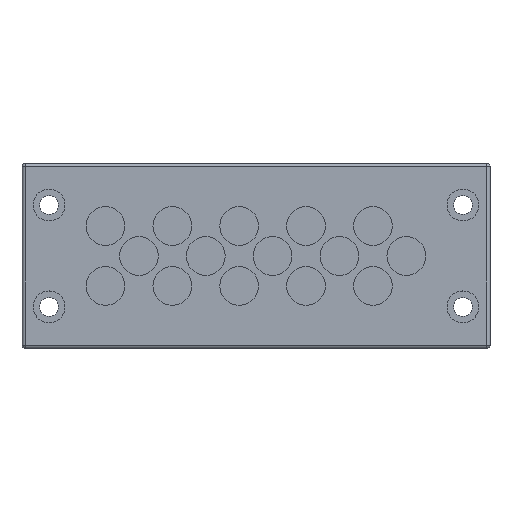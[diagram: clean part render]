
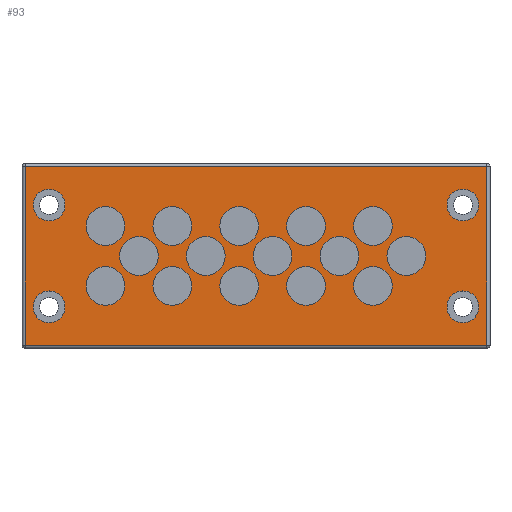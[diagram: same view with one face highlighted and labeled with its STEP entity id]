
A CAD part, top view. The second image highlights one B-rep face of the part: STEP entity #93.
In plain terms, the highlighted planar face has unit normal (0, 0, 1).
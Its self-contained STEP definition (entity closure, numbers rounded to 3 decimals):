
#93=ADVANCED_FACE('',(#668,#670,#672,#674,#676,#678,#680,#682,#684,#686,#688,#690,
#692,#694,#696,#698,#700,#702,#704,#706),#708,.T.);
#668=FACE_BOUND('',#669,.T.);
#669=EDGE_LOOP('',(#1210,#1211,#1212,#1213));
#670=FACE_BOUND('',#671,.T.);
#671=EDGE_LOOP('',(#1214,#1215));
#672=FACE_BOUND('',#673,.T.);
#673=EDGE_LOOP('',(#1216,#1217));
#674=FACE_BOUND('',#675,.T.);
#675=EDGE_LOOP('',(#1218,#1219));
#676=FACE_BOUND('',#677,.T.);
#677=EDGE_LOOP('',(#1220));
#678=FACE_BOUND('',#679,.T.);
#679=EDGE_LOOP('',(#1221));
#680=FACE_BOUND('',#681,.T.);
#681=EDGE_LOOP('',(#1222));
#682=FACE_BOUND('',#683,.T.);
#683=EDGE_LOOP('',(#1223));
#684=FACE_BOUND('',#685,.T.);
#685=EDGE_LOOP('',(#1224));
#686=FACE_BOUND('',#687,.T.);
#687=EDGE_LOOP('',(#1225));
#688=FACE_BOUND('',#689,.T.);
#689=EDGE_LOOP('',(#1226));
#690=FACE_BOUND('',#691,.T.);
#691=EDGE_LOOP('',(#1227));
#692=FACE_BOUND('',#693,.T.);
#693=EDGE_LOOP('',(#1228));
#694=FACE_BOUND('',#695,.T.);
#695=EDGE_LOOP('',(#1229));
#696=FACE_BOUND('',#697,.T.);
#697=EDGE_LOOP('',(#1230));
#698=FACE_BOUND('',#699,.T.);
#699=EDGE_LOOP('',(#1231));
#700=FACE_BOUND('',#701,.T.);
#701=EDGE_LOOP('',(#1232));
#702=FACE_BOUND('',#703,.T.);
#703=EDGE_LOOP('',(#1233));
#704=FACE_BOUND('',#705,.T.);
#705=EDGE_LOOP('',(#1234));
#706=FACE_BOUND('',#707,.T.);
#707=EDGE_LOOP('',(#1235));
#708=PLANE('',#709);
#709=AXIS2_PLACEMENT_3D('',#710,#711,#712);
#710=CARTESIAN_POINT('',(0.,0.,7.));
#711=DIRECTION('',(0.,0.,1.));
#712=DIRECTION('',(-1.,0.,0.));
#1210=ORIENTED_EDGE('',*,*,#1414,.T.);
#1211=ORIENTED_EDGE('',*,*,#1415,.T.);
#1212=ORIENTED_EDGE('',*,*,#1416,.T.);
#1213=ORIENTED_EDGE('',*,*,#1417,.T.);
#1214=ORIENTED_EDGE('',*,*,#1418,.F.);
#1215=ORIENTED_EDGE('',*,*,#1419,.F.);
#1216=ORIENTED_EDGE('',*,*,#1420,.F.);
#1217=ORIENTED_EDGE('',*,*,#1421,.F.);
#1218=ORIENTED_EDGE('',*,*,#1422,.F.);
#1219=ORIENTED_EDGE('',*,*,#1423,.F.);
#1220=ORIENTED_EDGE('',*,*,#1424,.F.);
#1221=ORIENTED_EDGE('',*,*,#1425,.F.);
#1222=ORIENTED_EDGE('',*,*,#1426,.F.);
#1223=ORIENTED_EDGE('',*,*,#1427,.F.);
#1224=ORIENTED_EDGE('',*,*,#1428,.F.);
#1225=ORIENTED_EDGE('',*,*,#1429,.F.);
#1226=ORIENTED_EDGE('',*,*,#1430,.F.);
#1227=ORIENTED_EDGE('',*,*,#1431,.F.);
#1228=ORIENTED_EDGE('',*,*,#1432,.F.);
#1229=ORIENTED_EDGE('',*,*,#1433,.F.);
#1230=ORIENTED_EDGE('',*,*,#1434,.F.);
#1231=ORIENTED_EDGE('',*,*,#1435,.F.);
#1232=ORIENTED_EDGE('',*,*,#1436,.F.);
#1233=ORIENTED_EDGE('',*,*,#1437,.F.);
#1234=ORIENTED_EDGE('',*,*,#1438,.F.);
#1235=ORIENTED_EDGE('',*,*,#1439,.F.);
#1414=EDGE_CURVE('',#1528,#1529,#1530,.T.);
#1415=EDGE_CURVE('',#1529,#1531,#1532,.T.);
#1416=EDGE_CURVE('',#1531,#1533,#1534,.T.);
#1417=EDGE_CURVE('',#1533,#1528,#1535,.T.);
#1418=EDGE_CURVE('',#1536,#1537,#1538,.T.);
#1419=EDGE_CURVE('',#1537,#1536,#1539,.T.);
#1420=EDGE_CURVE('',#1540,#1541,#1542,.T.);
#1421=EDGE_CURVE('',#1541,#1540,#1543,.T.);
#1422=EDGE_CURVE('',#1544,#1545,#1546,.T.);
#1423=EDGE_CURVE('',#1545,#1544,#1547,.T.);
#1424=EDGE_CURVE('',#1548,#1548,#1549,.T.);
#1425=EDGE_CURVE('',#1550,#1550,#1551,.T.);
#1426=EDGE_CURVE('',#1552,#1552,#1553,.T.);
#1427=EDGE_CURVE('',#1554,#1554,#1555,.T.);
#1428=EDGE_CURVE('',#1556,#1556,#1557,.T.);
#1429=EDGE_CURVE('',#1558,#1558,#1559,.T.);
#1430=EDGE_CURVE('',#1560,#1560,#1561,.T.);
#1431=EDGE_CURVE('',#1562,#1562,#1563,.T.);
#1432=EDGE_CURVE('',#1564,#1564,#1565,.T.);
#1433=EDGE_CURVE('',#1566,#1566,#1567,.T.);
#1434=EDGE_CURVE('',#1568,#1568,#1569,.T.);
#1435=EDGE_CURVE('',#1570,#1570,#1571,.T.);
#1436=EDGE_CURVE('',#1572,#1572,#1573,.T.);
#1437=EDGE_CURVE('',#1574,#1574,#1575,.T.);
#1438=EDGE_CURVE('',#1576,#1576,#1577,.T.);
#1439=EDGE_CURVE('',#1578,#1578,#1579,.T.);
#1528=VERTEX_POINT('',#1744);
#1529=VERTEX_POINT('',#1745);
#1530=LINE('',#1746,#1747);
#1531=VERTEX_POINT('',#1749);
#1532=LINE('',#1750,#1751);
#1533=VERTEX_POINT('',#1753);
#1534=LINE('',#1754,#1755);
#1535=LINE('',#1757,#1758);
#1536=VERTEX_POINT('',#1760);
#1537=VERTEX_POINT('',#1761);
#1538=CIRCLE('',#1762,5.);
#1539=CIRCLE('',#1766,5.);
#1540=VERTEX_POINT('',#1770);
#1541=VERTEX_POINT('',#1771);
#1542=CIRCLE('',#1772,5.);
#1543=CIRCLE('',#1776,5.);
#1544=VERTEX_POINT('',#1780);
#1545=VERTEX_POINT('',#1781);
#1546=CIRCLE('',#1782,5.);
#1547=CIRCLE('',#1786,5.);
#1548=VERTEX_POINT('',#1790);
#1549=CIRCLE('',#1791,5.);
#1550=VERTEX_POINT('',#1795);
#1551=CIRCLE('',#1796,6.084);
#1552=VERTEX_POINT('',#1800);
#1553=CIRCLE('',#1801,6.084);
#1554=VERTEX_POINT('',#1805);
#1555=CIRCLE('',#1806,6.084);
#1556=VERTEX_POINT('',#1810);
#1557=CIRCLE('',#1811,6.084);
#1558=VERTEX_POINT('',#1815);
#1559=CIRCLE('',#1816,6.084);
#1560=VERTEX_POINT('',#1820);
#1561=CIRCLE('',#1821,6.084);
#1562=VERTEX_POINT('',#1825);
#1563=CIRCLE('',#1826,6.084);
#1564=VERTEX_POINT('',#1830);
#1565=CIRCLE('',#1831,6.084);
#1566=VERTEX_POINT('',#1835);
#1567=CIRCLE('',#1836,6.084);
#1568=VERTEX_POINT('',#1840);
#1569=CIRCLE('',#1841,6.084);
#1570=VERTEX_POINT('',#1845);
#1571=CIRCLE('',#1846,6.084);
#1572=VERTEX_POINT('',#1850);
#1573=CIRCLE('',#1851,6.084);
#1574=VERTEX_POINT('',#1855);
#1575=CIRCLE('',#1856,6.084);
#1576=VERTEX_POINT('',#1860);
#1577=CIRCLE('',#1861,6.084);
#1578=VERTEX_POINT('',#1865);
#1579=CIRCLE('',#1866,6.084);
#1744=CARTESIAN_POINT('',(-72.5,-28.,7.));
#1745=CARTESIAN_POINT('',(72.5,-28.,7.));
#1746=CARTESIAN_POINT('',(-72.5,-28.,7.));
#1747=VECTOR('',#1748,1.);
#1748=DIRECTION('',(1.,0.,0.));
#1749=CARTESIAN_POINT('',(72.5,28.,7.));
#1750=CARTESIAN_POINT('',(72.5,-28.,7.));
#1751=VECTOR('',#1752,1.);
#1752=DIRECTION('',(0.,1.,0.));
#1753=CARTESIAN_POINT('',(-72.5,28.,7.));
#1754=CARTESIAN_POINT('',(72.5,28.,7.));
#1755=VECTOR('',#1756,1.);
#1756=DIRECTION('',(-1.,0.,0.));
#1757=CARTESIAN_POINT('',(-72.5,28.,7.));
#1758=VECTOR('',#1759,1.);
#1759=DIRECTION('',(0.,-1.,0.));
#1760=CARTESIAN_POINT('',(65.,-21.,7.));
#1761=CARTESIAN_POINT('',(70.,-16.,7.));
#1762=AXIS2_PLACEMENT_3D('',#1763,#1764,#1765);
#1763=CARTESIAN_POINT('',(65.,-16.,7.));
#1764=DIRECTION('',(0.,0.,1.));
#1765=DIRECTION('',(0.,-1.,0.));
#1766=AXIS2_PLACEMENT_3D('',#1767,#1768,#1769);
#1767=CARTESIAN_POINT('',(65.,-16.,7.));
#1768=DIRECTION('',(0.,0.,1.));
#1769=DIRECTION('',(1.,0.,0.));
#1770=CARTESIAN_POINT('',(-65.,-21.,7.));
#1771=CARTESIAN_POINT('',(-60.,-16.,7.));
#1772=AXIS2_PLACEMENT_3D('',#1773,#1774,#1775);
#1773=CARTESIAN_POINT('',(-65.,-16.,7.));
#1774=DIRECTION('',(0.,0.,1.));
#1775=DIRECTION('',(0.,-1.,0.));
#1776=AXIS2_PLACEMENT_3D('',#1777,#1778,#1779);
#1777=CARTESIAN_POINT('',(-65.,-16.,7.));
#1778=DIRECTION('',(0.,0.,1.));
#1779=DIRECTION('',(1.,0.,0.));
#1780=CARTESIAN_POINT('',(-65.,11.,7.));
#1781=CARTESIAN_POINT('',(-60.,16.,7.));
#1782=AXIS2_PLACEMENT_3D('',#1783,#1784,#1785);
#1783=CARTESIAN_POINT('',(-65.,16.,7.));
#1784=DIRECTION('',(0.,0.,1.));
#1785=DIRECTION('',(0.,-1.,0.));
#1786=AXIS2_PLACEMENT_3D('',#1787,#1788,#1789);
#1787=CARTESIAN_POINT('',(-65.,16.,7.));
#1788=DIRECTION('',(0.,0.,1.));
#1789=DIRECTION('',(1.,0.,0.));
#1790=CARTESIAN_POINT('',(70.,16.,7.));
#1791=AXIS2_PLACEMENT_3D('',#1792,#1793,#1794);
#1792=CARTESIAN_POINT('',(65.,16.,7.));
#1793=DIRECTION('',(0.,0.,1.));
#1794=DIRECTION('',(1.,0.,0.));
#1795=CARTESIAN_POINT('',(-41.194,9.4,7.));
#1796=AXIS2_PLACEMENT_3D('',#1797,#1798,#1799);
#1797=CARTESIAN_POINT('',(-47.279,9.4,7.));
#1798=DIRECTION('',(0.,0.,1.));
#1799=DIRECTION('',(1.,0.,0.));
#1800=CARTESIAN_POINT('',(-30.694,0.,7.));
#1801=AXIS2_PLACEMENT_3D('',#1802,#1803,#1804);
#1802=CARTESIAN_POINT('',(-36.779,0.,7.));
#1803=DIRECTION('',(0.,0.,1.));
#1804=DIRECTION('',(1.,0.,0.));
#1805=CARTESIAN_POINT('',(-41.194,-9.4,7.));
#1806=AXIS2_PLACEMENT_3D('',#1807,#1808,#1809);
#1807=CARTESIAN_POINT('',(-47.279,-9.4,7.));
#1808=DIRECTION('',(0.,0.,1.));
#1809=DIRECTION('',(1.,0.,0.));
#1810=CARTESIAN_POINT('',(-20.194,-9.4,7.));
#1811=AXIS2_PLACEMENT_3D('',#1812,#1813,#1814);
#1812=CARTESIAN_POINT('',(-26.279,-9.4,7.));
#1813=DIRECTION('',(0.,0.,1.));
#1814=DIRECTION('',(1.,0.,0.));
#1815=CARTESIAN_POINT('',(-20.194,9.4,7.));
#1816=AXIS2_PLACEMENT_3D('',#1817,#1818,#1819);
#1817=CARTESIAN_POINT('',(-26.279,9.4,7.));
#1818=DIRECTION('',(0.,0.,1.));
#1819=DIRECTION('',(1.,0.,0.));
#1820=CARTESIAN_POINT('',(-9.694,0.,7.));
#1821=AXIS2_PLACEMENT_3D('',#1822,#1823,#1824);
#1822=CARTESIAN_POINT('',(-15.779,0.,7.));
#1823=DIRECTION('',(0.,0.,1.));
#1824=DIRECTION('',(1.,0.,0.));
#1825=CARTESIAN_POINT('',(0.806,9.4,7.));
#1826=AXIS2_PLACEMENT_3D('',#1827,#1828,#1829);
#1827=CARTESIAN_POINT('',(-5.279,9.4,7.));
#1828=DIRECTION('',(0.,0.,1.));
#1829=DIRECTION('',(1.,0.,0.));
#1830=CARTESIAN_POINT('',(0.806,-9.4,7.));
#1831=AXIS2_PLACEMENT_3D('',#1832,#1833,#1834);
#1832=CARTESIAN_POINT('',(-5.279,-9.4,7.));
#1833=DIRECTION('',(0.,0.,1.));
#1834=DIRECTION('',(1.,0.,0.));
#1835=CARTESIAN_POINT('',(11.306,0.,7.));
#1836=AXIS2_PLACEMENT_3D('',#1837,#1838,#1839);
#1837=CARTESIAN_POINT('',(5.221,0.,7.));
#1838=DIRECTION('',(0.,0.,1.));
#1839=DIRECTION('',(1.,0.,0.));
#1840=CARTESIAN_POINT('',(21.806,-9.4,7.));
#1841=AXIS2_PLACEMENT_3D('',#1842,#1843,#1844);
#1842=CARTESIAN_POINT('',(15.721,-9.4,7.));
#1843=DIRECTION('',(0.,0.,1.));
#1844=DIRECTION('',(1.,0.,0.));
#1845=CARTESIAN_POINT('',(21.806,9.4,7.));
#1846=AXIS2_PLACEMENT_3D('',#1847,#1848,#1849);
#1847=CARTESIAN_POINT('',(15.721,9.4,7.));
#1848=DIRECTION('',(0.,0.,1.));
#1849=DIRECTION('',(1.,0.,0.));
#1850=CARTESIAN_POINT('',(32.306,0.,7.));
#1851=AXIS2_PLACEMENT_3D('',#1852,#1853,#1854);
#1852=CARTESIAN_POINT('',(26.221,0.,7.));
#1853=DIRECTION('',(0.,0.,1.));
#1854=DIRECTION('',(1.,0.,0.));
#1855=CARTESIAN_POINT('',(42.806,9.4,7.));
#1856=AXIS2_PLACEMENT_3D('',#1857,#1858,#1859);
#1857=CARTESIAN_POINT('',(36.721,9.4,7.));
#1858=DIRECTION('',(0.,0.,1.));
#1859=DIRECTION('',(1.,0.,0.));
#1860=CARTESIAN_POINT('',(53.306,0.,7.));
#1861=AXIS2_PLACEMENT_3D('',#1862,#1863,#1864);
#1862=CARTESIAN_POINT('',(47.221,0.,7.));
#1863=DIRECTION('',(0.,0.,1.));
#1864=DIRECTION('',(1.,0.,0.));
#1865=CARTESIAN_POINT('',(42.806,-9.4,7.));
#1866=AXIS2_PLACEMENT_3D('',#1867,#1868,#1869);
#1867=CARTESIAN_POINT('',(36.721,-9.4,7.));
#1868=DIRECTION('',(0.,0.,1.));
#1869=DIRECTION('',(1.,0.,0.));
